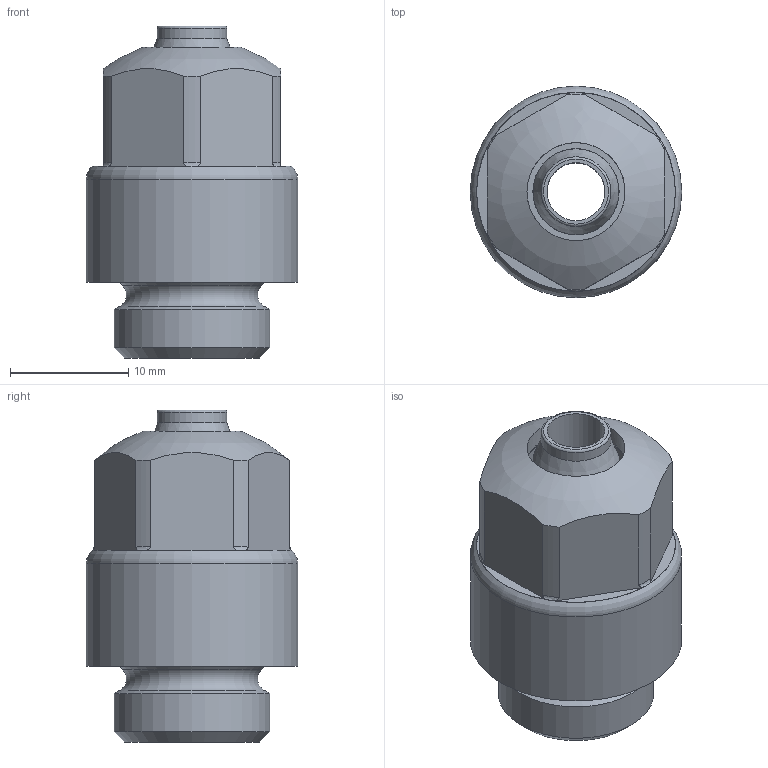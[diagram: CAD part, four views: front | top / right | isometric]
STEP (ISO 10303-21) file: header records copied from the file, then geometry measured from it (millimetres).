
FILE_DESCRIPTION(/* description */ ('STEP AP214'),/* implementation_level */ '2;1');
FILE_NAME(/* name */ '1691701_NPCK-C-D-G14-K8',/* time_stamp */ '2024-09-12T22:44:00+02:00',/* author */ ('License CC BY-ND 4.0'),/* organization */ ('CADENAS'),/* preprocessor_version */ 'ST-DEVELOPER v19.3',/* originating_system */ 'PARTsolutions',/* authorisation */ ' ');
FILE_SCHEMA (('AUTOMOTIVE_DESIGN {1 0 10303 214 3 1 1}'));
Length unit declared in the file: millimetre
Products named in the file (4): 1691701 NPCK-C-D-G14-K8; 1691701 NPCK-C-D-G14-K8---(S); 2652517 NPAS-C1-R-G14-P-FD-P10; 1691701 NPCK-C-D-G14-K8---(U)
Assembly tree (3 placements, depth 2):
  1691701 NPCK-C-D-G14-K8
    1691701 NPCK-C-D-G14-K8---(S)
    2652517 NPAS-C1-R-G14-P-FD-P10
    1691701 NPCK-C-D-G14-K8---(U)
Bounding box: 17.9 x 17.9 x 28.1 mm (x, y, z)
Volume: 4220 mm3; surface area: 4166.3 mm2
Topology: 3 solids, 3 shells, 88 faces, 205 edges, 125 vertices
Faces by surface type: plane 44, cylinder 20, cone 16, torus 7, sphere 1
Full cylindrical faces by diameter (mm): 4.9 x1, 5.9 x1, 6 x1, 6.8 x1, 8.3 x1, 11.835 x1, 13.157 x1, 13.3 x1, 14 x1, 14.6 x1, 16.15 x1, 16.35 x1, 16.6 x1, 17.9 x1
Entity records: 2471 total; most frequent: CARTESIAN_POINT 502, DIRECTION 408, ORIENTED_EDGE 338, AXIS2_PLACEMENT_3D 177, EDGE_CURVE 169, EDGE_LOOP 128, FACE_BOUND 128, VERTEX_POINT 121
